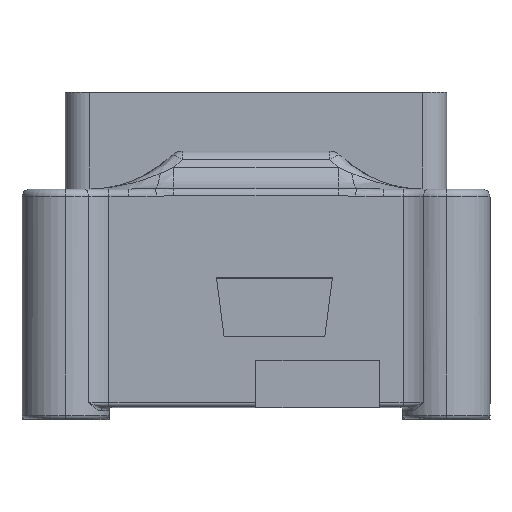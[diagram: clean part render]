
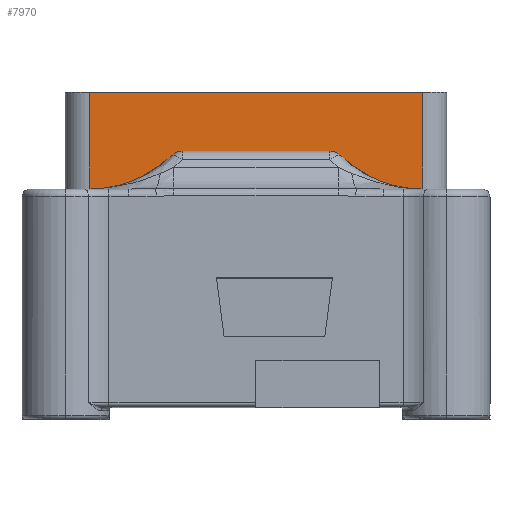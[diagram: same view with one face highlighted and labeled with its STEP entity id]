
A CAD part, top view. The second image highlights one B-rep face of the part: STEP entity #7970.
In plain terms, the highlighted planar face has unit normal (0, 0, 1).
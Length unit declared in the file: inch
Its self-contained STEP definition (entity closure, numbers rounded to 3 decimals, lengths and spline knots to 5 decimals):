
#52 = ORIENTED_EDGE ( 'NONE', *, *, #1480, .T. ) ;
#542 = EDGE_CURVE ( 'NONE', #5911, #5127, #952, .T. ) ;
#659 = LINE ( 'NONE', #9860, #1312 ) ;
#675 = FACE_OUTER_BOUND ( 'NONE', #6355, .T. ) ;
#733 = VECTOR ( 'NONE', #1801, 39.37008 ) ;
#952 = LINE ( 'NONE', #2208, #6878 ) ;
#972 = CIRCLE ( 'NONE', #4382, 0.3 ) ;
#1128 = DIRECTION ( 'NONE',  ( 1., 0., 0. ) ) ;
#1297 = CARTESIAN_POINT ( 'NONE',  ( -0.4298, 0.894, -0.16821 ) ) ;
#1312 = VECTOR ( 'NONE', #6825, 39.37008 ) ;
#1350 = CIRCLE ( 'NONE', #11165, 0.3 ) ;
#1480 = EDGE_CURVE ( 'NONE', #6189, #8671, #10720, .T. ) ;
#1660 = DIRECTION ( 'NONE',  ( 0., 0., -1. ) ) ;
#1801 = DIRECTION ( 'NONE',  ( 1., 0., 0. ) ) ;
#1872 = VECTOR ( 'NONE', #3179, 39.37008 ) ;
#1913 = VERTEX_POINT ( 'NONE', #4292 ) ;
#2208 = CARTESIAN_POINT ( 'NONE',  ( -0.493, 0.594, -0.16821 ) ) ;
#2319 = CARTESIAN_POINT ( 'NONE',  ( -0.19098, 0.692, -0.16821 ) ) ;
#2446 = DIRECTION ( 'NONE',  ( -1., 0., 0. ) ) ;
#2843 = DIRECTION ( 'NONE',  ( -1., 0., 0. ) ) ;
#3179 = DIRECTION ( 'NONE',  ( -1., 0., 0. ) ) ;
#3224 = ORIENTED_EDGE ( 'NONE', *, *, #4741, .F. ) ;
#3241 = CARTESIAN_POINT ( 'NONE',  ( 0.4305, 0.594, -0.16821 ) ) ;
#3313 = CARTESIAN_POINT ( 'NONE',  ( -0.4305, 0.844, -0.16821 ) ) ;
#3314 = EDGE_CURVE ( 'NONE', #1913, #5911, #972, .T. ) ;
#3491 = CIRCLE ( 'NONE', #13917, 0.04 ) ;
#3596 = EDGE_CURVE ( 'NONE', #6138, #5191, #10584, .T. ) ;
#3644 = ORIENTED_EDGE ( 'NONE', *, *, #6299, .F. ) ;
#4135 = CARTESIAN_POINT ( 'NONE',  ( 0.208, 0.692, -0.16821 ) ) ;
#4209 = LINE ( 'NONE', #4135, #1872 ) ;
#4275 = ORIENTED_EDGE ( 'NONE', *, *, #3314, .T. ) ;
#4292 = CARTESIAN_POINT ( 'NONE',  ( 0.21908, 0.68047, -0.16821 ) ) ;
#4382 = AXIS2_PLACEMENT_3D ( 'NONE', #12570, #12617, #2843 ) ;
#4653 = ORIENTED_EDGE ( 'NONE', *, *, #4794, .T. ) ;
#4741 = EDGE_CURVE ( 'NONE', #6189, #13509, #13043, .T. ) ;
#4794 = EDGE_CURVE ( 'NONE', #5127, #13509, #13554, .T. ) ;
#4923 = CARTESIAN_POINT ( 'NONE',  ( -0.21908, 0.68047, -0.16821 ) ) ;
#5060 = CARTESIAN_POINT ( 'NONE',  ( -0.4305, 0.844, -0.16821 ) ) ;
#5127 = VERTEX_POINT ( 'NONE', #3241 ) ;
#5191 = VERTEX_POINT ( 'NONE', #2319 ) ;
#5279 = CARTESIAN_POINT ( 'NONE',  ( 0.19098, 0.652, -0.16821 ) ) ;
#5911 = VERTEX_POINT ( 'NONE', #12759 ) ;
#6103 = CARTESIAN_POINT ( 'NONE',  ( -0.493, 0.844, -0.16821 ) ) ;
#6138 = VERTEX_POINT ( 'NONE', #4923 ) ;
#6189 = VERTEX_POINT ( 'NONE', #5060 ) ;
#6218 = VERTEX_POINT ( 'NONE', #11561 ) ;
#6299 = EDGE_CURVE ( 'NONE', #6218, #5191, #4209, .T. ) ;
#6321 = CARTESIAN_POINT ( 'NONE',  ( -0.493, 0.844, -0.16821 ) ) ;
#6355 = EDGE_LOOP ( 'NONE', ( #13957, #11491, #13707, #3644, #11910, #4275, #12651, #4653, #3224, #52 ) ) ;
#6816 = VERTEX_POINT ( 'NONE', #12860 ) ;
#6825 = DIRECTION ( 'NONE',  ( 1., 0., 0. ) ) ;
#6878 = VECTOR ( 'NONE', #1128, 39.37008 ) ;
#7236 = CARTESIAN_POINT ( 'NONE',  ( 0.4305, 0.844, -0.16821 ) ) ;
#7320 = DIRECTION ( 'NONE',  ( 0., 1., 0. ) ) ;
#7684 = DIRECTION ( 'NONE',  ( 0., -1., 0. ) ) ;
#7970 = ADVANCED_FACE ( 'NONE', ( #675 ), #11668, .F. ) ;
#8237 = AXIS2_PLACEMENT_3D ( 'NONE', #12454, #1660, #11276 ) ;
#8409 = DIRECTION ( 'NONE',  ( -1., 0., 0. ) ) ;
#8433 = DIRECTION ( 'NONE',  ( 0., 0., -1. ) ) ;
#8592 = EDGE_CURVE ( 'NONE', #8671, #6816, #659, .T. ) ;
#8671 = VERTEX_POINT ( 'NONE', #13351 ) ;
#9860 = CARTESIAN_POINT ( 'NONE',  ( -0.493, 0.594, -0.16821 ) ) ;
#10289 = CARTESIAN_POINT ( 'NONE',  ( 0.4305, 0.844, -0.16821 ) ) ;
#10584 = CIRCLE ( 'NONE', #8237, 0.04 ) ;
#10720 = LINE ( 'NONE', #3313, #12923 ) ;
#11165 = AXIS2_PLACEMENT_3D ( 'NONE', #1297, #12148, #2446 ) ;
#11276 = DIRECTION ( 'NONE',  ( -1., 0., 0. ) ) ;
#11491 = ORIENTED_EDGE ( 'NONE', *, *, #11634, .T. ) ;
#11561 = CARTESIAN_POINT ( 'NONE',  ( 0.19098, 0.692, -0.16821 ) ) ;
#11634 = EDGE_CURVE ( 'NONE', #6816, #6138, #1350, .T. ) ;
#11668 = PLANE ( 'NONE',  #12226 ) ;
#11833 = VECTOR ( 'NONE', #7320, 39.37008 ) ;
#11910 = ORIENTED_EDGE ( 'NONE', *, *, #13767, .T. ) ;
#12148 = DIRECTION ( 'NONE',  ( 0., 0., 1. ) ) ;
#12226 = AXIS2_PLACEMENT_3D ( 'NONE', #6321, #8433, #13836 ) ;
#12454 = CARTESIAN_POINT ( 'NONE',  ( -0.19098, 0.652, -0.16821 ) ) ;
#12570 = CARTESIAN_POINT ( 'NONE',  ( 0.4298, 0.894, -0.16821 ) ) ;
#12617 = DIRECTION ( 'NONE',  ( 0., 0., 1. ) ) ;
#12651 = ORIENTED_EDGE ( 'NONE', *, *, #542, .T. ) ;
#12759 = CARTESIAN_POINT ( 'NONE',  ( 0.4298, 0.594, -0.16821 ) ) ;
#12860 = CARTESIAN_POINT ( 'NONE',  ( -0.4298, 0.594, -0.16821 ) ) ;
#12923 = VECTOR ( 'NONE', #7684, 39.37008 ) ;
#13043 = LINE ( 'NONE', #6103, #733 ) ;
#13351 = CARTESIAN_POINT ( 'NONE',  ( -0.4305, 0.594, -0.16821 ) ) ;
#13509 = VERTEX_POINT ( 'NONE', #10289 ) ;
#13554 = LINE ( 'NONE', #7236, #11833 ) ;
#13707 = ORIENTED_EDGE ( 'NONE', *, *, #3596, .T. ) ;
#13766 = DIRECTION ( 'NONE',  ( 0., 0., -1. ) ) ;
#13767 = EDGE_CURVE ( 'NONE', #6218, #1913, #3491, .T. ) ;
#13836 = DIRECTION ( 'NONE',  ( -1., 0., 0. ) ) ;
#13917 = AXIS2_PLACEMENT_3D ( 'NONE', #5279, #13766, #8409 ) ;
#13957 = ORIENTED_EDGE ( 'NONE', *, *, #8592, .T. ) ;
